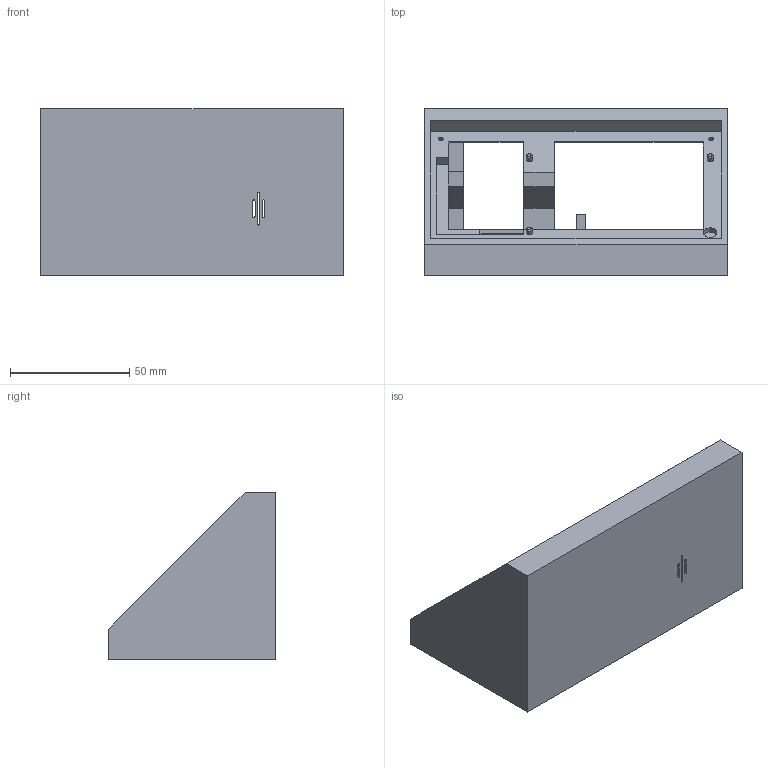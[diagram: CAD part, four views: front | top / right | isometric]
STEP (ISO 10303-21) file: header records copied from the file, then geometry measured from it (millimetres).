
FILE_DESCRIPTION (( 'STEP AP214' ), '1' );
FILE_NAME ('ShieldEnclosure_Upper.STEP', '2020-09-11T23:18:45', ( '' ), ( '' ), 'SwSTEP 2.0', 'SolidWorks 2019', '' );
FILE_SCHEMA (( 'AUTOMOTIVE_DESIGN' ));
Length unit declared in the file: inch
Products named in the file (1): ShieldEnclosure_Upper
Bounding box: 127 x 69.85 x 69.85 mm (x, y, z)
Volume: 178388.1 mm3; surface area: 48811.4 mm2
Topology: 1 solids, 1 shells, 127 faces, 330 edges, 213 vertices
Faces by surface type: plane 79, cylinder 33, cone 15
Entity records: 3949 total; most frequent: CARTESIAN_POINT 717, DIRECTION 661, ORIENTED_EDGE 660, EDGE_CURVE 330, LINE 243, VECTOR 243, VERTEX_POINT 213, AXIS2_PLACEMENT_3D 209
